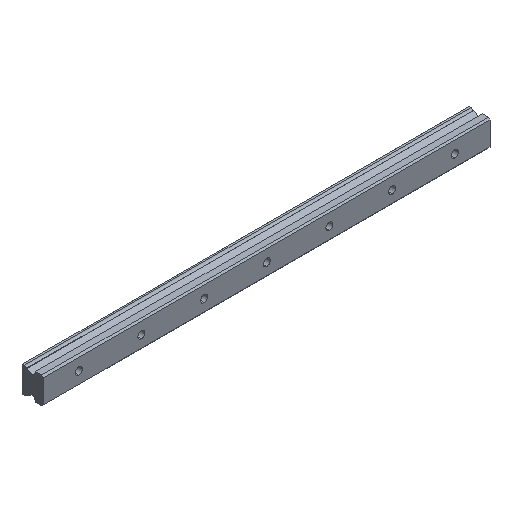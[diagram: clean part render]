
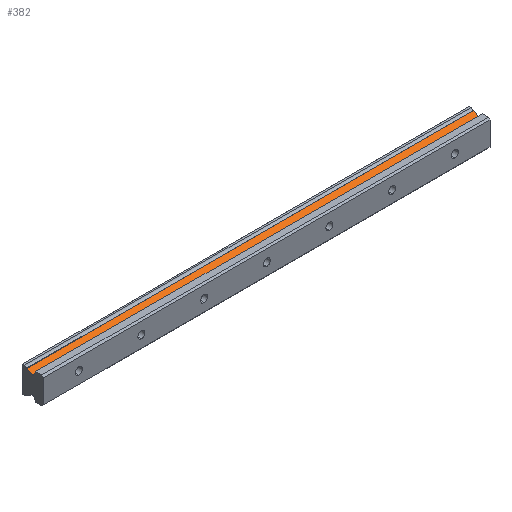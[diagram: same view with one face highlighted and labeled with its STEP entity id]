
A CAD part, isometric view. The second image highlights one B-rep face of the part: STEP entity #382.
In plain terms, the highlighted planar face has unit normal (0, -0.499, 0.867).
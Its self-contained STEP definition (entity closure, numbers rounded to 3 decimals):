
#3 = EDGE_CURVE ( 'NONE', #868, #484, #1833, .T. ) ;
#72 = DIRECTION ( 'NONE',  ( 1., 0., 0. ) ) ;
#86 = VECTOR ( 'NONE', #72, 1000. ) ;
#109 = ORIENTED_EDGE ( 'NONE', *, *, #327, .F. ) ;
#116 = FACE_OUTER_BOUND ( 'NONE', #520, .T. ) ;
#147 = VECTOR ( 'NONE', #379, 1000. ) ;
#250 = EDGE_CURVE ( 'NONE', #868, #342, #1597, .T. ) ;
#280 = CARTESIAN_POINT ( 'NONE',  ( -45., 21.02, 15.006 ) ) ;
#293 = VERTEX_POINT ( 'NONE', #1438 ) ;
#325 = EDGE_CURVE ( 'NONE', #342, #293, #1913, .T. ) ;
#327 = EDGE_CURVE ( 'NONE', #293, #484, #1157, .T. ) ;
#342 = VERTEX_POINT ( 'NONE', #1933 ) ;
#379 = DIRECTION ( 'NONE',  ( 0., -0.867, -0.499 ) ) ;
#382 = ADVANCED_FACE ( 'NONE', ( #116 ), #1638, .F. ) ;
#484 = VERTEX_POINT ( 'NONE', #1486 ) ;
#520 = EDGE_LOOP ( 'NONE', ( #109, #919, #1418, #1816 ) ) ;
#528 = CARTESIAN_POINT ( 'NONE',  ( 525., 21.02, 15.006 ) ) ;
#839 = CARTESIAN_POINT ( 'NONE',  ( 525., 14.475, 11.24 ) ) ;
#868 = VERTEX_POINT ( 'NONE', #1965 ) ;
#919 = ORIENTED_EDGE ( 'NONE', *, *, #325, .F. ) ;
#1066 = DIRECTION ( 'NONE',  ( 0., -0.867, -0.499 ) ) ;
#1157 = LINE ( 'NONE', #839, #1501 ) ;
#1299 = DIRECTION ( 'NONE',  ( -1., 0., 0. ) ) ;
#1418 = ORIENTED_EDGE ( 'NONE', *, *, #250, .F. ) ;
#1438 = CARTESIAN_POINT ( 'NONE',  ( 525., 14.475, 11.24 ) ) ;
#1472 = VECTOR ( 'NONE', #1066, 1000. ) ;
#1486 = CARTESIAN_POINT ( 'NONE',  ( -45., 14.475, 11.24 ) ) ;
#1495 = CARTESIAN_POINT ( 'NONE',  ( 525., 21.02, 15.006 ) ) ;
#1501 = VECTOR ( 'NONE', #1299, 1000. ) ;
#1508 = DIRECTION ( 'NONE',  ( 0., 0.499, -0.867 ) ) ;
#1597 = LINE ( 'NONE', #1607, #86 ) ;
#1607 = CARTESIAN_POINT ( 'NONE',  ( 525., 21.02, 15.006 ) ) ;
#1638 = PLANE ( 'NONE',  #1921 ) ;
#1816 = ORIENTED_EDGE ( 'NONE', *, *, #3, .T. ) ;
#1830 = DIRECTION ( 'NONE',  ( 0., 0.867, 0.499 ) ) ;
#1833 = LINE ( 'NONE', #280, #1472 ) ;
#1913 = LINE ( 'NONE', #528, #147 ) ;
#1921 = AXIS2_PLACEMENT_3D ( 'NONE', #1495, #1508, #1830 ) ;
#1933 = CARTESIAN_POINT ( 'NONE',  ( 525., 21.02, 15.006 ) ) ;
#1965 = CARTESIAN_POINT ( 'NONE',  ( -45., 21.02, 15.006 ) ) ;
